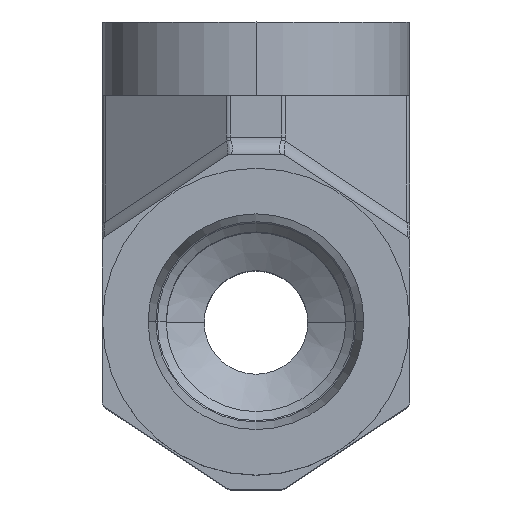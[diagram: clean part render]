
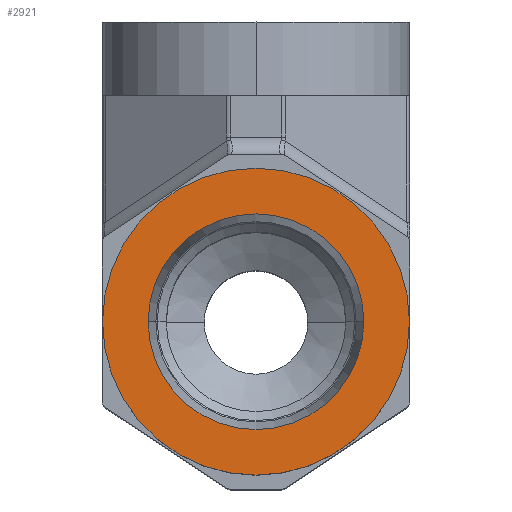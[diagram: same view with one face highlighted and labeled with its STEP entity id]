
A CAD part, top view. The second image highlights one B-rep face of the part: STEP entity #2921.
In plain terms, the highlighted planar face has unit normal (0, 0, 1).
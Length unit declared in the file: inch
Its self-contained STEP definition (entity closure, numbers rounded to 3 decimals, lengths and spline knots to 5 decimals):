
#921=CARTESIAN_POINT('',(0.,0.,2.24));
#922=DIRECTION('',(0.,0.,-1.));
#923=DIRECTION('',(0.,-1.,0.));
#924=AXIS2_PLACEMENT_3D('',#921,#922,#923);
#926=CARTESIAN_POINT('',(0.,0.,2.24));
#927=DIRECTION('',(0.,0.,-1.));
#928=DIRECTION('',(0.,1.,0.));
#929=AXIS2_PLACEMENT_3D('',#926,#927,#928);
#931=CARTESIAN_POINT('',(0.,0.,2.24));
#932=DIRECTION('',(0.,0.,1.));
#933=DIRECTION('',(-1.,0.,0.));
#934=AXIS2_PLACEMENT_3D('',#931,#932,#933);
#936=CARTESIAN_POINT('',(0.,0.,2.24));
#937=DIRECTION('',(0.,0.,1.));
#938=DIRECTION('',(1.,0.,0.));
#939=AXIS2_PLACEMENT_3D('',#936,#937,#938);
#1597=CARTESIAN_POINT('',(0.,-0.44,2.24));
#1598=CARTESIAN_POINT('',(0.,0.44,2.24));
#1599=VERTEX_POINT('',#1597);
#1600=VERTEX_POINT('',#1598);
#1621=CARTESIAN_POINT('',(-0.30925,0.,2.24));
#1622=CARTESIAN_POINT('',(0.30925,0.,2.24));
#1623=VERTEX_POINT('',#1621);
#1624=VERTEX_POINT('',#1622);
#2905=CARTESIAN_POINT('',(0.,0.,2.24));
#2906=DIRECTION('',(0.,0.,1.));
#2907=DIRECTION('',(1.,0.,0.));
#2908=AXIS2_PLACEMENT_3D('',#2905,#2906,#2907);
#2909=PLANE('',#2908);
#2911=ORIENTED_EDGE('',*,*,#2910,.T.);
#2912=ORIENTED_EDGE('',*,*,#2895,.T.);
#2913=EDGE_LOOP('',(#2911,#2912));
#2914=FACE_OUTER_BOUND('',#2913,.F.);
#2916=ORIENTED_EDGE('',*,*,#2915,.T.);
#2918=ORIENTED_EDGE('',*,*,#2917,.T.);
#2919=EDGE_LOOP('',(#2916,#2918));
#2920=FACE_BOUND('',#2919,.F.);
#925=CIRCLE('',#924,0.44);
#930=CIRCLE('',#929,0.44);
#935=CIRCLE('',#934,0.30925);
#940=CIRCLE('',#939,0.30925);
#2895=EDGE_CURVE('',#1600,#1599,#930,.T.);
#2910=EDGE_CURVE('',#1599,#1600,#925,.T.);
#2915=EDGE_CURVE('',#1623,#1624,#935,.T.);
#2917=EDGE_CURVE('',#1624,#1623,#940,.T.);
#2921=ADVANCED_FACE('',(#2914,#2920),#2909,.T.);
